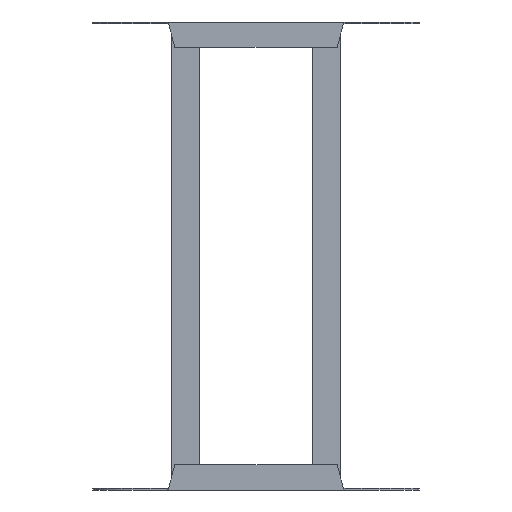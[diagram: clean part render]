
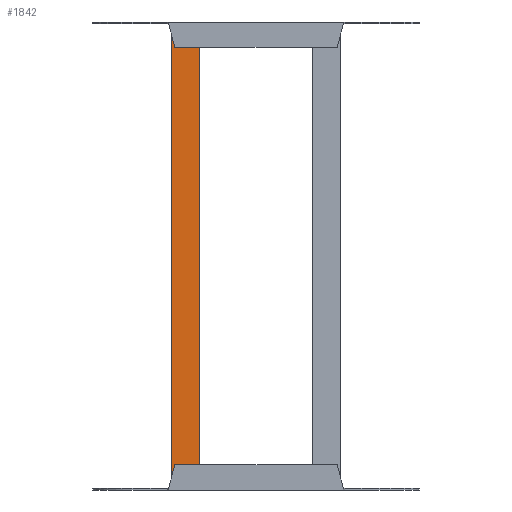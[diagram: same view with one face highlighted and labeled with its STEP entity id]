
A CAD part, front view. The second image highlights one B-rep face of the part: STEP entity #1842.
In plain terms, the highlighted planar face has unit normal (0, -1, 0).
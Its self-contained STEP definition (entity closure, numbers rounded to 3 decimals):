
#76 = VERTEX_POINT ( 'NONE', #2777 ) ;
#167 = CARTESIAN_POINT ( 'NONE',  ( 15., 0., -246. ) ) ;
#168 = EDGE_CURVE ( 'NONE', #573, #1880, #440, .T. ) ;
#196 = CARTESIAN_POINT ( 'NONE',  ( -15., 0., 246. ) ) ;
#318 = ORIENTED_EDGE ( 'NONE', *, *, #2573, .F. ) ;
#406 = VECTOR ( 'NONE', #3235, 1000. ) ;
#440 = LINE ( 'NONE', #1779, #406 ) ;
#452 = VERTEX_POINT ( 'NONE', #856 ) ;
#533 = VECTOR ( 'NONE', #2831, 1000. ) ;
#541 = EDGE_CURVE ( 'NONE', #932, #1486, #3024, .T. ) ;
#573 = VERTEX_POINT ( 'NONE', #1825 ) ;
#672 = ORIENTED_EDGE ( 'NONE', *, *, #541, .T. ) ;
#708 = VERTEX_POINT ( 'NONE', #1027 ) ;
#714 = DIRECTION ( 'NONE',  ( 0., 1., 0. ) ) ;
#756 = EDGE_LOOP ( 'NONE', ( #1424, #1243, #1223, #318, #1392, #672, #1542, #1538 ) ) ;
#760 = VERTEX_POINT ( 'NONE', #1351 ) ;
#814 = EDGE_CURVE ( 'NONE', #1486, #1880, #3338, .T. ) ;
#826 = CARTESIAN_POINT ( 'NONE',  ( 15., 0., 246. ) ) ;
#856 = CARTESIAN_POINT ( 'NONE',  ( -15., 0., 246. ) ) ;
#897 = DIRECTION ( 'NONE',  ( -1., 0., 0. ) ) ;
#932 = VERTEX_POINT ( 'NONE', #1479 ) ;
#944 = CARTESIAN_POINT ( 'NONE',  ( -11.5, 0., 246. ) ) ;
#998 = DIRECTION ( 'NONE',  ( -1., 0., 0. ) ) ;
#1027 = CARTESIAN_POINT ( 'NONE',  ( -15., 0., -246. ) ) ;
#1084 = DIRECTION ( 'NONE',  ( 0., 0., 1. ) ) ;
#1087 = DIRECTION ( 'NONE',  ( 0., 0., 1. ) ) ;
#1108 = LINE ( 'NONE', #196, #1142 ) ;
#1142 = VECTOR ( 'NONE', #998, 1000. ) ;
#1223 = ORIENTED_EDGE ( 'NONE', *, *, #2511, .F. ) ;
#1230 = EDGE_CURVE ( 'NONE', #76, #452, #1108, .T. ) ;
#1243 = ORIENTED_EDGE ( 'NONE', *, *, #1230, .T. ) ;
#1351 = CARTESIAN_POINT ( 'NONE',  ( -11.5, 0., -246. ) ) ;
#1392 = ORIENTED_EDGE ( 'NONE', *, *, #2283, .F. ) ;
#1415 = CARTESIAN_POINT ( 'NONE',  ( 15., 0., -246. ) ) ;
#1424 = ORIENTED_EDGE ( 'NONE', *, *, #3132, .T. ) ;
#1479 = CARTESIAN_POINT ( 'NONE',  ( 11.5, 0., -246. ) ) ;
#1486 = VERTEX_POINT ( 'NONE', #1415 ) ;
#1538 = ORIENTED_EDGE ( 'NONE', *, *, #168, .F. ) ;
#1542 = ORIENTED_EDGE ( 'NONE', *, *, #814, .T. ) ;
#1619 = VECTOR ( 'NONE', #897, 1000. ) ;
#1631 = LINE ( 'NONE', #944, #1619 ) ;
#1731 = CARTESIAN_POINT ( 'NONE',  ( -11.5, 0., -246. ) ) ;
#1758 = PLANE ( 'NONE',  #3136 ) ;
#1779 = CARTESIAN_POINT ( 'NONE',  ( -11.5, 0., 246. ) ) ;
#1794 = CARTESIAN_POINT ( 'NONE',  ( -15., 0., -246. ) ) ;
#1825 = CARTESIAN_POINT ( 'NONE',  ( 11.5, 0., 246. ) ) ;
#1842 = ADVANCED_FACE ( 'NONE', ( #2846 ), #1758, .F. ) ;
#1880 = VERTEX_POINT ( 'NONE', #826 ) ;
#2138 = VECTOR ( 'NONE', #3233, 1000. ) ;
#2148 = LINE ( 'NONE', #1731, #2138 ) ;
#2191 = VECTOR ( 'NONE', #1084, 1000. ) ;
#2223 = LINE ( 'NONE', #1794, #2191 ) ;
#2283 = EDGE_CURVE ( 'NONE', #932, #760, #2432, .T. ) ;
#2395 = CARTESIAN_POINT ( 'NONE',  ( -11.5, 0., -246. ) ) ;
#2400 = DIRECTION ( 'NONE',  ( 1., 0., 0. ) ) ;
#2404 = VECTOR ( 'NONE', #2503, 1000. ) ;
#2432 = LINE ( 'NONE', #2395, #2404 ) ;
#2503 = DIRECTION ( 'NONE',  ( -1., 0., 0. ) ) ;
#2511 = EDGE_CURVE ( 'NONE', #708, #452, #2223, .T. ) ;
#2573 = EDGE_CURVE ( 'NONE', #760, #708, #2148, .T. ) ;
#2713 = VECTOR ( 'NONE', #2400, 1000. ) ;
#2744 = CARTESIAN_POINT ( 'NONE',  ( 15., 0., -246. ) ) ;
#2777 = CARTESIAN_POINT ( 'NONE',  ( -11.5, 0., 246. ) ) ;
#2831 = DIRECTION ( 'NONE',  ( 0., 0., 1. ) ) ;
#2846 = FACE_OUTER_BOUND ( 'NONE', #756, .T. ) ;
#2954 = CARTESIAN_POINT ( 'NONE',  ( -11.5, 0., -246. ) ) ;
#3024 = LINE ( 'NONE', #167, #2713 ) ;
#3132 = EDGE_CURVE ( 'NONE', #573, #76, #1631, .T. ) ;
#3136 = AXIS2_PLACEMENT_3D ( 'NONE', #2954, #714, #1087 ) ;
#3233 = DIRECTION ( 'NONE',  ( -1., 0., 0. ) ) ;
#3235 = DIRECTION ( 'NONE',  ( 1., 0., 0. ) ) ;
#3338 = LINE ( 'NONE', #2744, #533 ) ;
